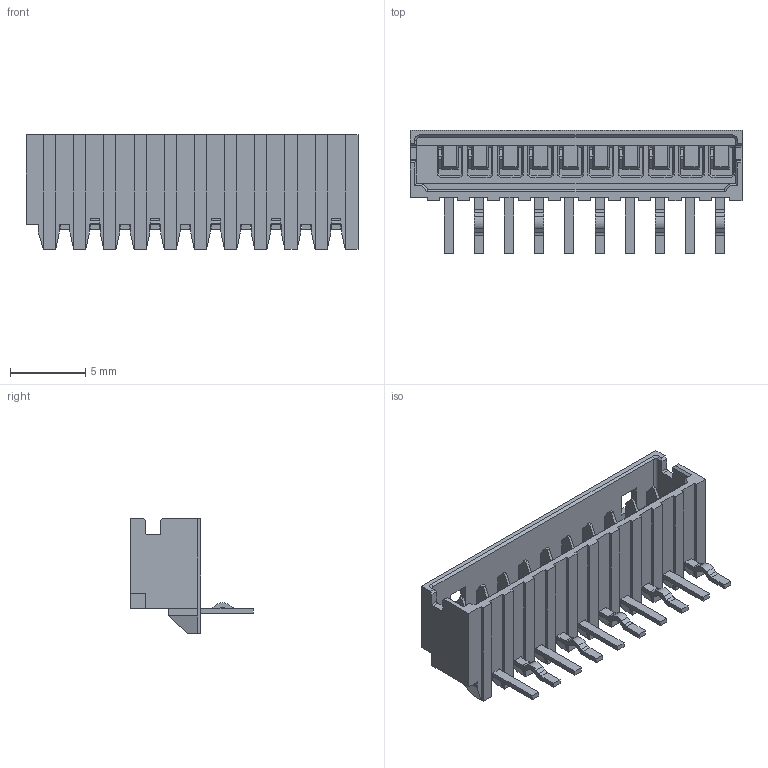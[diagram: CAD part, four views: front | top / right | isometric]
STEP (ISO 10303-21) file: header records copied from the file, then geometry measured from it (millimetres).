
FILE_DESCRIPTION((''),'2;1');
FILE_NAME('530151010','2016-09-27T',('rlalsangi'),(''),'PRO/ENGINEER BY PARAMETRIC TECHNOLOGY CORPORATION, 2012310','PRO/ENGINEER BY PARAMETRIC TECHNOLOGY CORPORATION, 2012310','');
FILE_SCHEMA(('CONFIG_CONTROL_DESIGN'));
Length unit declared in the file: millimetre
Products named in the file (1): 530151010
Bounding box: 22 x 8.15 x 7.6 mm (x, y, z)
Volume: 317.3 mm3; surface area: 1069.3 mm2
Topology: 11 solids, 11 shells, 599 faces, 1542 edges, 965 vertices
Faces by surface type: plane 556, cylinder 41, cone 2
Entity records: 17633 total; most frequent: CARTESIAN_POINT 3080, ORIENTED_EDGE 3030, DIRECTION 2846, EDGE_CURVE 1515, VECTOR 1438, LINE 1438, VERTEX_POINT 938, AXIS2_PLACEMENT_3D 704
